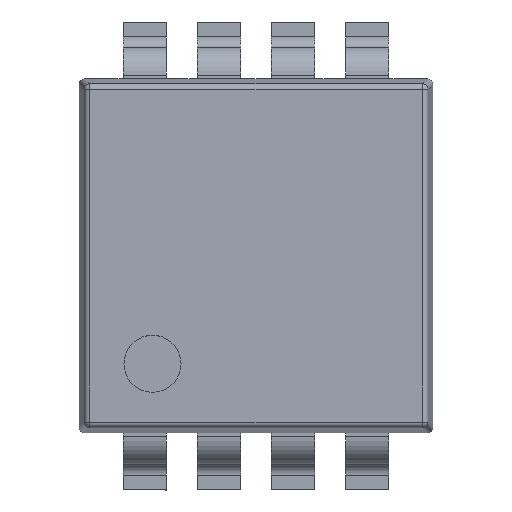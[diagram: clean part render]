
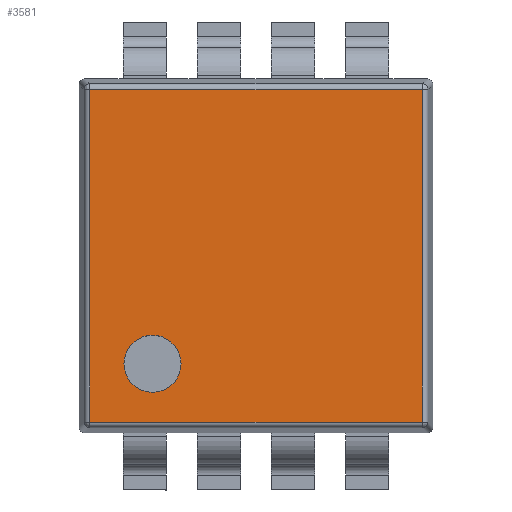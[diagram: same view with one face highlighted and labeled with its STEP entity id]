
A CAD part, top view. The second image highlights one B-rep face of the part: STEP entity #3581.
In plain terms, the highlighted planar face has unit normal (0, 0, 1).
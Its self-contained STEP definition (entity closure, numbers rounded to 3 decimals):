
#40 = DIRECTION ( 'NONE',  ( 0., -1., 0. ) ) ;
#65 = LINE ( 'NONE', #3207, #408 ) ;
#179 = CARTESIAN_POINT ( 'NONE',  ( 1.457, 1.457, 1.1 ) ) ;
#224 = CIRCLE ( 'NONE', #2882, 0.25 ) ;
#232 = CARTESIAN_POINT ( 'NONE',  ( 1.457, -1.457, 1.1 ) ) ;
#408 = VECTOR ( 'NONE', #2835, 1000. ) ;
#503 = VERTEX_POINT ( 'NONE', #232 ) ;
#595 = AXIS2_PLACEMENT_3D ( 'NONE', #1931, #4512, #2298 ) ;
#614 = LINE ( 'NONE', #1053, #3408 ) ;
#622 = ORIENTED_EDGE ( 'NONE', *, *, #3734, .F. ) ;
#625 = CARTESIAN_POINT ( 'NONE',  ( -1.457, 1.457, 1.1 ) ) ;
#638 = CARTESIAN_POINT ( 'NONE',  ( -1.157, -0.946, 1.1 ) ) ;
#671 = VECTOR ( 'NONE', #2684, 1000. ) ;
#674 = ORIENTED_EDGE ( 'NONE', *, *, #3437, .F. ) ;
#783 = CARTESIAN_POINT ( 'NONE',  ( 1.55, -1.55, 1.1 ) ) ;
#857 = VERTEX_POINT ( 'NONE', #625 ) ;
#971 = VERTEX_POINT ( 'NONE', #4259 ) ;
#1053 = CARTESIAN_POINT ( 'NONE',  ( -1.457, -1.55, 1.1 ) ) ;
#1163 = FACE_BOUND ( 'NONE', #3398, .T. ) ;
#1248 = LINE ( 'NONE', #2559, #3255 ) ;
#1402 = CIRCLE ( 'NONE', #595, 0.25 ) ;
#1433 = DIRECTION ( 'NONE',  ( 0., 0., 1. ) ) ;
#1515 = DIRECTION ( 'NONE',  ( 0., 0., -1. ) ) ;
#1807 = ORIENTED_EDGE ( 'NONE', *, *, #2970, .F. ) ;
#1931 = CARTESIAN_POINT ( 'NONE',  ( -0.907, -0.946, 1.1 ) ) ;
#1988 = EDGE_CURVE ( 'NONE', #4404, #2781, #1402, .T. ) ;
#2298 = DIRECTION ( 'NONE',  ( 1., 0., 0. ) ) ;
#2487 = ORIENTED_EDGE ( 'NONE', *, *, #2878, .F. ) ;
#2517 = DIRECTION ( 'NONE',  ( 0., 1., 0. ) ) ;
#2559 = CARTESIAN_POINT ( 'NONE',  ( 1.457, -1.55, 1.1 ) ) ;
#2684 = DIRECTION ( 'NONE',  ( -1., 0., 0. ) ) ;
#2781 = VERTEX_POINT ( 'NONE', #638 ) ;
#2835 = DIRECTION ( 'NONE',  ( 1., 0., 0. ) ) ;
#2840 = FACE_OUTER_BOUND ( 'NONE', #4511, .T. ) ;
#2878 = EDGE_CURVE ( 'NONE', #971, #857, #614, .T. ) ;
#2882 = AXIS2_PLACEMENT_3D ( 'NONE', #3611, #1433, #3992 ) ;
#2959 = PLANE ( 'NONE',  #4310 ) ;
#2970 = EDGE_CURVE ( 'NONE', #3239, #503, #1248, .T. ) ;
#3137 = LINE ( 'NONE', #4544, #671 ) ;
#3207 = CARTESIAN_POINT ( 'NONE',  ( 1.55, 1.457, 1.1 ) ) ;
#3239 = VERTEX_POINT ( 'NONE', #179 ) ;
#3255 = VECTOR ( 'NONE', #40, 1000. ) ;
#3398 = EDGE_LOOP ( 'NONE', ( #4580, #4431 ) ) ;
#3408 = VECTOR ( 'NONE', #2517, 1000. ) ;
#3437 = EDGE_CURVE ( 'NONE', #857, #3239, #65, .T. ) ;
#3581 = ADVANCED_FACE ( 'NONE', ( #2840, #1163 ), #2959, .F. ) ;
#3611 = CARTESIAN_POINT ( 'NONE',  ( -0.907, -0.946, 1.1 ) ) ;
#3734 = EDGE_CURVE ( 'NONE', #503, #971, #3137, .T. ) ;
#3769 = CARTESIAN_POINT ( 'NONE',  ( -0.657, -0.946, 1.1 ) ) ;
#3992 = DIRECTION ( 'NONE',  ( 1., 0., 0. ) ) ;
#4030 = EDGE_CURVE ( 'NONE', #2781, #4404, #224, .T. ) ;
#4077 = DIRECTION ( 'NONE',  ( -1., 0., 0. ) ) ;
#4259 = CARTESIAN_POINT ( 'NONE',  ( -1.457, -1.457, 1.1 ) ) ;
#4310 = AXIS2_PLACEMENT_3D ( 'NONE', #783, #1515, #4077 ) ;
#4404 = VERTEX_POINT ( 'NONE', #3769 ) ;
#4431 = ORIENTED_EDGE ( 'NONE', *, *, #4030, .F. ) ;
#4511 = EDGE_LOOP ( 'NONE', ( #622, #1807, #674, #2487 ) ) ;
#4512 = DIRECTION ( 'NONE',  ( 0., 0., 1. ) ) ;
#4544 = CARTESIAN_POINT ( 'NONE',  ( 1.55, -1.457, 1.1 ) ) ;
#4580 = ORIENTED_EDGE ( 'NONE', *, *, #1988, .F. ) ;
